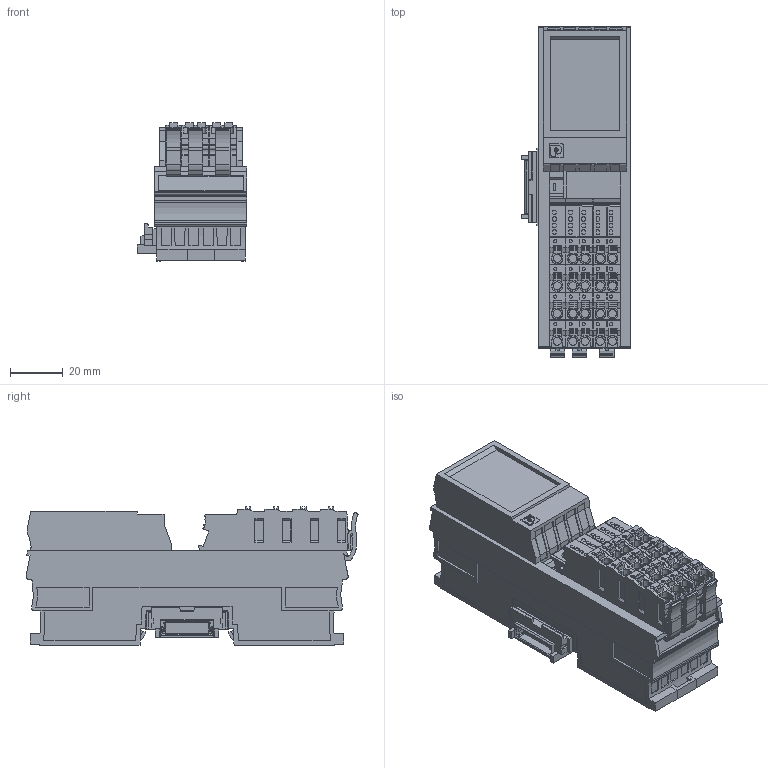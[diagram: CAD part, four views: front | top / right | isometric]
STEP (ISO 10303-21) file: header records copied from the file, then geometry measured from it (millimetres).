
FILE_DESCRIPTION(('SolidDesigner STEP Export'),'2;1');
FILE_NAME('2688381_AXL_DO_8_2_2A-select.stp','2012-11-15T 7:56:32',(''),(''),'Creo Elements/Direct Modeling STEP processor for AP214 (Solid Model)','Creo Elements/Direct Modeling 18.1 06-May-2012 (C) Parametric Technology GmbH','');
FILE_SCHEMA(('AUTOMOTIVE_DESIGN { 1 0 10303 214 1 1 1 1 }'));
Length unit declared in the file: millimetre
Products named in the file (5): FIBO-FH-1KF-20P-5R; FIBO-BS-FH; FIBO-P-SP1.5-SINGLE-PWR; FIBO-P-SP-TWIN-....1; 2688381_AXL_DO_8_2_2A-select
Assembly tree (5 placements, depth 2):
  2688381_AXL_DO_8_2_2A-select
    FIBO-P-SP-TWIN-....1  x2
    FIBO-P-SP1.5-SINGLE-PWR
    FIBO-BS-FH
    FIBO-FH-1KF-20P-5R
Bounding box: 41.8 x 126.17 x 52.6 mm (x, y, z)
Volume: 178760.2 mm3; surface area: 48388.9 mm2
Topology: 5 solids, 5 shells, 2419 faces, 6485 edges, 4290 vertices
Faces by surface type: plane 1943, cylinder 409, cone 40, extrusion 21, bspline 6
Entity records: 70756 total; most frequent: CARTESIAN_POINT 10695, ORIENTED_EDGE 9954, DIRECTION 8539, EDGE_CURVE 4977, VECTOR 4095, LINE 4074, VERTEX_POINT 3286, AXIS2_PLACEMENT_3D 2222
